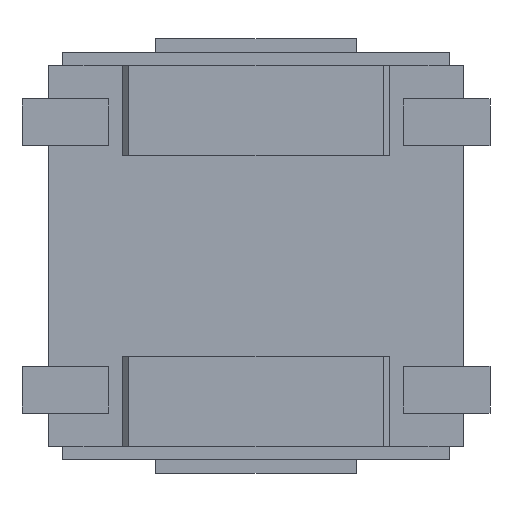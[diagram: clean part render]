
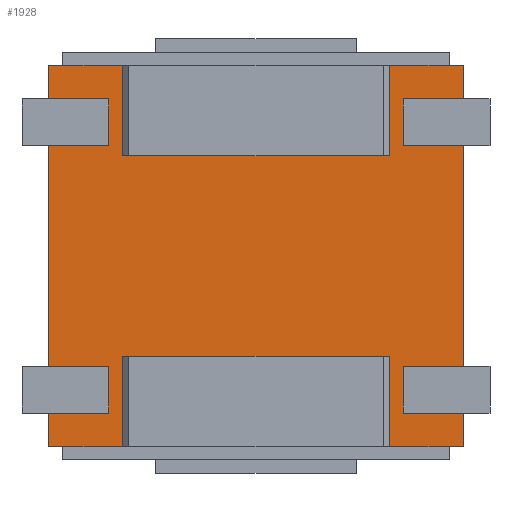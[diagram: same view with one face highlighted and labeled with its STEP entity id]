
A CAD part, front view. The second image highlights one B-rep face of the part: STEP entity #1928.
In plain terms, the highlighted planar face has unit normal (0, -1, 0).
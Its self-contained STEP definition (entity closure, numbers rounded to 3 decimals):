
#70=FACE_OUTER_BOUND('',#167,.T.);
#167=EDGE_LOOP('',(#1506,#1507,#1508,#1509,#1510,#1511,#1512,#1513,#1514,
#1515,#1516,#1517,#1518,#1519,#1520,#1521,#1522,#1523,#1524,#1525,#1526,
#1527,#1528,#1529,#1530,#1531,#1532,#1533));
#295=LINE('',#2724,#564);
#299=LINE('',#2732,#568);
#304=LINE('',#2741,#573);
#306=LINE('',#2745,#575);
#310=LINE('',#2753,#579);
#313=LINE('',#2759,#582);
#317=LINE('',#2767,#586);
#321=LINE('',#2775,#590);
#326=LINE('',#2784,#595);
#330=LINE('',#2791,#599);
#376=LINE('',#2884,#645);
#381=LINE('',#2893,#650);
#383=LINE('',#2898,#652);
#384=LINE('',#2899,#653);
#385=LINE('',#2901,#654);
#386=LINE('',#2903,#655);
#387=LINE('',#2904,#656);
#388=LINE('',#2906,#657);
#389=LINE('',#2908,#658);
#390=LINE('',#2909,#659);
#391=LINE('',#2911,#660);
#392=LINE('',#2913,#661);
#393=LINE('',#2914,#662);
#394=LINE('',#2916,#663);
#395=LINE('',#2918,#664);
#396=LINE('',#2919,#665);
#397=LINE('',#2921,#666);
#398=LINE('',#2922,#667);
#564=VECTOR('',#2214,1000.);
#568=VECTOR('',#2218,1000.);
#573=VECTOR('',#2225,1000.);
#575=VECTOR('',#2227,1000.);
#579=VECTOR('',#2231,1000.);
#582=VECTOR('',#2238,1000.);
#586=VECTOR('',#2242,1000.);
#590=VECTOR('',#2246,1000.);
#595=VECTOR('',#2253,1000.);
#599=VECTOR('',#2257,1000.);
#645=VECTOR('',#2351,1000.);
#650=VECTOR('',#2358,1000.);
#652=VECTOR('',#2364,1000.);
#653=VECTOR('',#2365,1000.);
#654=VECTOR('',#2366,1000.);
#655=VECTOR('',#2367,1000.);
#656=VECTOR('',#2368,1000.);
#657=VECTOR('',#2369,1000.);
#658=VECTOR('',#2370,1000.);
#659=VECTOR('',#2371,1000.);
#660=VECTOR('',#2372,1000.);
#661=VECTOR('',#2373,1000.);
#662=VECTOR('',#2374,1000.);
#663=VECTOR('',#2375,1000.);
#664=VECTOR('',#2376,1000.);
#665=VECTOR('',#2377,1000.);
#666=VECTOR('',#2378,1000.);
#667=VECTOR('',#2379,1000.);
#815=VERTEX_POINT('',#2721);
#816=VERTEX_POINT('',#2723);
#819=VERTEX_POINT('',#2729);
#820=VERTEX_POINT('',#2731);
#823=VERTEX_POINT('',#2739);
#824=VERTEX_POINT('',#2742);
#825=VERTEX_POINT('',#2744);
#828=VERTEX_POINT('',#2750);
#829=VERTEX_POINT('',#2752);
#830=VERTEX_POINT('',#2758);
#833=VERTEX_POINT('',#2764);
#834=VERTEX_POINT('',#2766);
#837=VERTEX_POINT('',#2772);
#838=VERTEX_POINT('',#2774);
#841=VERTEX_POINT('',#2783);
#844=VERTEX_POINT('',#2789);
#867=VERTEX_POINT('',#2883);
#870=VERTEX_POINT('',#2891);
#871=VERTEX_POINT('',#2897);
#872=VERTEX_POINT('',#2900);
#873=VERTEX_POINT('',#2902);
#874=VERTEX_POINT('',#2905);
#875=VERTEX_POINT('',#2907);
#876=VERTEX_POINT('',#2910);
#877=VERTEX_POINT('',#2912);
#878=VERTEX_POINT('',#2915);
#879=VERTEX_POINT('',#2917);
#880=VERTEX_POINT('',#2920);
#1011=EDGE_CURVE('',#815,#816,#295,.T.);
#1015=EDGE_CURVE('',#819,#820,#299,.T.);
#1020=EDGE_CURVE('',#823,#815,#304,.T.);
#1022=EDGE_CURVE('',#824,#825,#306,.T.);
#1026=EDGE_CURVE('',#828,#829,#310,.T.);
#1029=EDGE_CURVE('',#820,#830,#313,.T.);
#1033=EDGE_CURVE('',#833,#834,#317,.T.);
#1037=EDGE_CURVE('',#837,#838,#321,.T.);
#1042=EDGE_CURVE('',#838,#841,#326,.T.);
#1046=EDGE_CURVE('',#844,#824,#330,.T.);
#1094=EDGE_CURVE('',#867,#816,#376,.T.);
#1099=EDGE_CURVE('',#870,#819,#381,.T.);
#1101=EDGE_CURVE('',#830,#871,#383,.T.);
#1102=EDGE_CURVE('',#867,#870,#384,.T.);
#1103=EDGE_CURVE('',#872,#823,#385,.T.);
#1104=EDGE_CURVE('',#873,#872,#386,.T.);
#1105=EDGE_CURVE('',#873,#829,#387,.T.);
#1106=EDGE_CURVE('',#828,#874,#388,.T.);
#1107=EDGE_CURVE('',#874,#875,#389,.T.);
#1108=EDGE_CURVE('',#825,#875,#390,.T.);
#1109=EDGE_CURVE('',#876,#844,#391,.T.);
#1110=EDGE_CURVE('',#876,#877,#392,.T.);
#1111=EDGE_CURVE('',#877,#841,#393,.T.);
#1112=EDGE_CURVE('',#878,#837,#394,.T.);
#1113=EDGE_CURVE('',#878,#879,#395,.T.);
#1114=EDGE_CURVE('',#879,#834,#396,.T.);
#1115=EDGE_CURVE('',#833,#880,#397,.T.);
#1116=EDGE_CURVE('',#871,#880,#398,.T.);
#1506=ORIENTED_EDGE('',*,*,#1101,.F.);
#1507=ORIENTED_EDGE('',*,*,#1029,.F.);
#1508=ORIENTED_EDGE('',*,*,#1015,.F.);
#1509=ORIENTED_EDGE('',*,*,#1099,.F.);
#1510=ORIENTED_EDGE('',*,*,#1102,.F.);
#1511=ORIENTED_EDGE('',*,*,#1094,.T.);
#1512=ORIENTED_EDGE('',*,*,#1011,.F.);
#1513=ORIENTED_EDGE('',*,*,#1020,.F.);
#1514=ORIENTED_EDGE('',*,*,#1103,.F.);
#1515=ORIENTED_EDGE('',*,*,#1104,.F.);
#1516=ORIENTED_EDGE('',*,*,#1105,.T.);
#1517=ORIENTED_EDGE('',*,*,#1026,.F.);
#1518=ORIENTED_EDGE('',*,*,#1106,.T.);
#1519=ORIENTED_EDGE('',*,*,#1107,.T.);
#1520=ORIENTED_EDGE('',*,*,#1108,.F.);
#1521=ORIENTED_EDGE('',*,*,#1022,.F.);
#1522=ORIENTED_EDGE('',*,*,#1046,.F.);
#1523=ORIENTED_EDGE('',*,*,#1109,.F.);
#1524=ORIENTED_EDGE('',*,*,#1110,.T.);
#1525=ORIENTED_EDGE('',*,*,#1111,.T.);
#1526=ORIENTED_EDGE('',*,*,#1042,.F.);
#1527=ORIENTED_EDGE('',*,*,#1037,.F.);
#1528=ORIENTED_EDGE('',*,*,#1112,.F.);
#1529=ORIENTED_EDGE('',*,*,#1113,.T.);
#1530=ORIENTED_EDGE('',*,*,#1114,.T.);
#1531=ORIENTED_EDGE('',*,*,#1033,.F.);
#1532=ORIENTED_EDGE('',*,*,#1115,.T.);
#1533=ORIENTED_EDGE('',*,*,#1116,.F.);
#1793=PLANE('',#2040);
#1928=ADVANCED_FACE('',(#70),#1793,.T.);
#2040=AXIS2_PLACEMENT_3D('',#2896,#2362,#2363);
#2214=DIRECTION('',(-1.,0.,0.));
#2218=DIRECTION('',(-1.,0.,0.));
#2225=DIRECTION('',(0.,0.,-1.));
#2227=DIRECTION('',(0.,0.,-1.));
#2231=DIRECTION('',(0.,0.,-1.));
#2238=DIRECTION('',(0.,0.,1.));
#2242=DIRECTION('',(0.,0.,1.));
#2246=DIRECTION('',(0.,0.,1.));
#2253=DIRECTION('',(1.,0.,0.));
#2257=DIRECTION('',(1.,0.,0.));
#2351=DIRECTION('',(0.,0.,-1.));
#2358=DIRECTION('',(0.,0.,-1.));
#2362=DIRECTION('center_axis',(0.,-1.,0.));
#2363=DIRECTION('ref_axis',(0.,0.,-1.));
#2364=DIRECTION('',(1.,0.,0.));
#2365=DIRECTION('',(-1.,0.,0.));
#2366=DIRECTION('',(1.,0.,0.));
#2367=DIRECTION('',(0.,0.,-1.));
#2368=DIRECTION('',(1.,0.,0.));
#2369=DIRECTION('',(-1.,0.,0.));
#2370=DIRECTION('',(0.,0.,1.));
#2371=DIRECTION('',(-1.,0.,0.));
#2372=DIRECTION('',(0.,0.,1.));
#2373=DIRECTION('',(-1.,0.,0.));
#2374=DIRECTION('',(0.,0.,1.));
#2375=DIRECTION('',(-1.,0.,0.));
#2376=DIRECTION('',(0.,0.,-1.));
#2377=DIRECTION('',(-1.,0.,0.));
#2378=DIRECTION('',(1.,0.,0.));
#2379=DIRECTION('',(0.,0.,1.));
#2721=CARTESIAN_POINT('',(3.1,0.1,-2.85));
#2723=CARTESIAN_POINT('',(2.,0.1,-2.85));
#2724=CARTESIAN_POINT('',(-3.1,0.1,-2.85));
#2729=CARTESIAN_POINT('',(-2.,0.1,-2.85));
#2731=CARTESIAN_POINT('',(-3.1,0.1,-2.85));
#2732=CARTESIAN_POINT('',(-3.1,0.1,-2.85));
#2739=CARTESIAN_POINT('',(3.1,0.1,-2.35));
#2741=CARTESIAN_POINT('',(3.1,0.1,2.85));
#2742=CARTESIAN_POINT('',(3.1,0.1,2.85));
#2744=CARTESIAN_POINT('',(3.1,0.1,2.35));
#2745=CARTESIAN_POINT('',(3.1,0.1,2.85));
#2750=CARTESIAN_POINT('',(3.1,0.1,1.65));
#2752=CARTESIAN_POINT('',(3.1,0.1,-1.65));
#2753=CARTESIAN_POINT('',(3.1,0.1,2.85));
#2758=CARTESIAN_POINT('',(-3.1,0.1,-2.35));
#2759=CARTESIAN_POINT('',(-3.1,0.1,2.85));
#2764=CARTESIAN_POINT('',(-3.1,0.1,-1.65));
#2766=CARTESIAN_POINT('',(-3.1,0.1,1.65));
#2767=CARTESIAN_POINT('',(-3.1,0.1,2.85));
#2772=CARTESIAN_POINT('',(-3.1,0.1,2.35));
#2774=CARTESIAN_POINT('',(-3.1,0.1,2.85));
#2775=CARTESIAN_POINT('',(-3.1,0.1,2.85));
#2783=CARTESIAN_POINT('',(-2.,0.1,2.85));
#2784=CARTESIAN_POINT('',(-3.1,0.1,2.85));
#2789=CARTESIAN_POINT('',(2.,0.1,2.85));
#2791=CARTESIAN_POINT('',(-3.1,0.1,2.85));
#2883=CARTESIAN_POINT('',(2.,0.1,-1.5));
#2884=CARTESIAN_POINT('',(2.,0.1,-1.5));
#2891=CARTESIAN_POINT('',(-2.,0.1,-1.5));
#2893=CARTESIAN_POINT('',(-2.,0.1,-1.5));
#2896=CARTESIAN_POINT('Origin',(-3.1,0.1,-2.85));
#2897=CARTESIAN_POINT('',(-2.2,0.1,-2.35));
#2898=CARTESIAN_POINT('',(-3.1,0.1,-2.35));
#2899=CARTESIAN_POINT('',(-2.,0.1,-1.5));
#2900=CARTESIAN_POINT('',(2.2,0.1,-2.35));
#2901=CARTESIAN_POINT('',(-3.1,0.1,-2.35));
#2902=CARTESIAN_POINT('',(2.2,0.1,-1.65));
#2903=CARTESIAN_POINT('',(2.2,0.1,-2.85));
#2904=CARTESIAN_POINT('',(-3.1,0.1,-1.65));
#2905=CARTESIAN_POINT('',(2.2,0.1,1.65));
#2906=CARTESIAN_POINT('',(-3.1,0.1,1.65));
#2907=CARTESIAN_POINT('',(2.2,0.1,2.35));
#2908=CARTESIAN_POINT('',(2.2,0.1,-2.85));
#2909=CARTESIAN_POINT('',(-3.1,0.1,2.35));
#2910=CARTESIAN_POINT('',(2.,0.1,1.5));
#2911=CARTESIAN_POINT('',(2.,0.1,1.5));
#2912=CARTESIAN_POINT('',(-2.,0.1,1.5));
#2913=CARTESIAN_POINT('',(-2.,0.1,1.5));
#2914=CARTESIAN_POINT('',(-2.,0.1,1.5));
#2915=CARTESIAN_POINT('',(-2.2,0.1,2.35));
#2916=CARTESIAN_POINT('',(-3.1,0.1,2.35));
#2917=CARTESIAN_POINT('',(-2.2,0.1,1.65));
#2918=CARTESIAN_POINT('',(-2.2,0.1,-2.85));
#2919=CARTESIAN_POINT('',(-3.1,0.1,1.65));
#2920=CARTESIAN_POINT('',(-2.2,0.1,-1.65));
#2921=CARTESIAN_POINT('',(-3.1,0.1,-1.65));
#2922=CARTESIAN_POINT('',(-2.2,0.1,-2.85));
